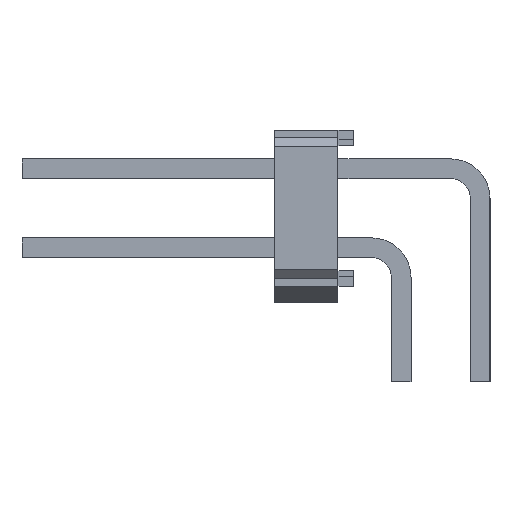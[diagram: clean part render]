
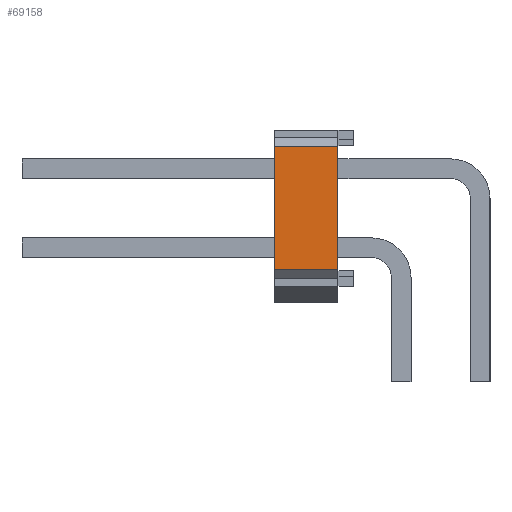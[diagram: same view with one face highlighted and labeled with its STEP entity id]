
A CAD part, left-side view. The second image highlights one B-rep face of the part: STEP entity #69158.
In plain terms, the highlighted free-form (B-spline) face has degree [1, 1] with [2, 2] control points.
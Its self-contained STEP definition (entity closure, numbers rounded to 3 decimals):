
#69102=CARTESIAN_POINT('',(-63.5,3.302,5.029));
#69103=VERTEX_POINT('',#69102);
#69111=CARTESIAN_POINT('',(-63.5,5.334,5.029));
#69112=VERTEX_POINT('',#69111);
#69119=CARTESIAN_POINT('',(-63.5,5.334,5.029));
#69120=DIRECTION('',(0.0,-1.0,0.0));
#69121=VECTOR('',#69120,2.032);
#69122=LINE('',#69119,#69121);
#69123=EDGE_CURVE('',#69112,#69103,#69122,.T.);
#69128=CARTESIAN_POINT('',(-63.5,5.334,5.029));
#69129=CARTESIAN_POINT('',(-63.5,5.334,1.067));
#69130=CARTESIAN_POINT('',(-63.5,3.302,5.029));
#69131=CARTESIAN_POINT('',(-63.5,3.302,1.067));
#69132=B_SPLINE_SURFACE_WITH_KNOTS('',1,1,((#69128,#69130),(#69129,#69131)),.UNSPECIFIED.,.F.,.F.,.U.,(2,2),(2,2),(0.0,3.962),(0.0,2.032),.UNSPECIFIED.);
#69133=CARTESIAN_POINT('',(-63.5,3.302,1.067));
#69134=VERTEX_POINT('',#69133);
#69135=CARTESIAN_POINT('',(-63.5,3.302,5.029));
#69136=DIRECTION('',(0.0,0.0,-1.0));
#69137=VECTOR('',#69136,3.962);
#69138=LINE('',#69135,#69137);
#69139=EDGE_CURVE('',#69103,#69134,#69138,.T.);
#69140=ORIENTED_EDGE('',*,*,#69139,.F.);
#69141=ORIENTED_EDGE('',*,*,#69123,.F.);
#69142=CARTESIAN_POINT('',(-63.5,5.334,1.067));
#69143=VERTEX_POINT('',#69142);
#69144=CARTESIAN_POINT('',(-63.5,5.334,5.029));
#69145=DIRECTION('',(0.0,0.0,-1.0));
#69146=VECTOR('',#69145,3.962);
#69147=LINE('',#69144,#69146);
#69148=EDGE_CURVE('',#69112,#69143,#69147,.T.);
#69149=ORIENTED_EDGE('',*,*,#69148,.T.);
#69150=CARTESIAN_POINT('',(-63.5,5.334,1.067));
#69151=DIRECTION('',(0.0,-1.0,0.0));
#69152=VECTOR('',#69151,2.032);
#69153=LINE('',#69150,#69152);
#69154=EDGE_CURVE('',#69143,#69134,#69153,.T.);
#69155=ORIENTED_EDGE('',*,*,#69154,.T.);
#69156=EDGE_LOOP('',(#69140,#69141,#69149,#69155));
#69157=FACE_OUTER_BOUND('',#69156,.T.);
#69158=ADVANCED_FACE('',(#69157),#69132,.T.);
